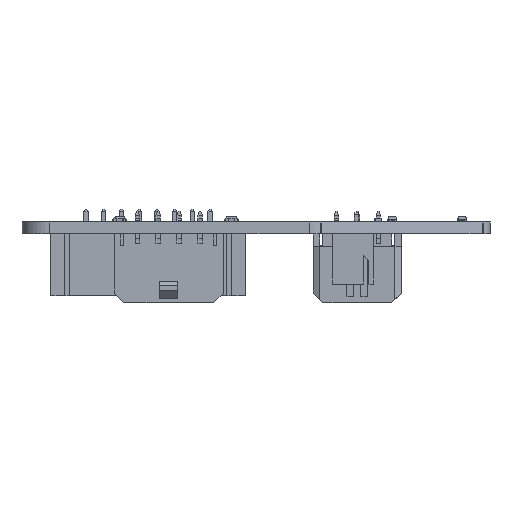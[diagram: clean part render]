
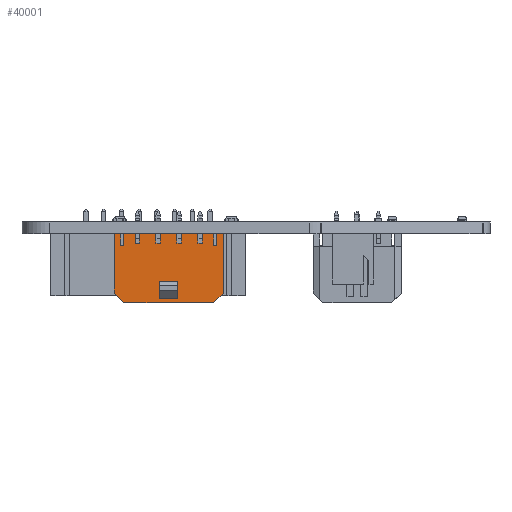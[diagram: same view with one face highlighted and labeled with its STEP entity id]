
A CAD part, left-side view. The second image highlights one B-rep face of the part: STEP entity #40001.
In plain terms, the highlighted face is planar.
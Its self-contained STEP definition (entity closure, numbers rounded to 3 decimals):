
#2338=PLANE('',#42773);
#4325=FACE_OUTER_BOUND('',#6657,.T.);
#6657=EDGE_LOOP('',(#34014,#34015,#34016,#34017,#34018,#34019,#34020,#34021,
#34022,#34023,#34024,#34025,#34026,#34027,#34028,#34029,#34030,#34031,#34032,
#34033,#34034,#34035,#34036,#34037,#34038,#34039,#34040,#34041,#34042,#34043));
#10308=LINE('',#60452,#15214);
#10325=LINE('',#60488,#15231);
#10360=LINE('',#60566,#15266);
#10391=LINE('',#60628,#15297);
#10419=LINE('',#60692,#15325);
#10423=LINE('',#60700,#15329);
#10447=LINE('',#60741,#15353);
#10451=LINE('',#60750,#15357);
#10548=LINE('',#60957,#15454);
#10671=LINE('',#61217,#15577);
#10688=LINE('',#61253,#15594);
#10817=LINE('',#61519,#15723);
#10822=LINE('',#61527,#15728);
#10835=LINE('',#61551,#15741);
#10858=LINE('',#61594,#15764);
#10859=LINE('',#61595,#15765);
#10860=LINE('',#61596,#15766);
#10861=LINE('',#61598,#15767);
#10862=LINE('',#61600,#15768);
#10863=LINE('',#61602,#15769);
#10864=LINE('',#61604,#15770);
#10865=LINE('',#61606,#15771);
#10866=LINE('',#61607,#15772);
#10867=LINE('',#61609,#15773);
#10868=LINE('',#61610,#15774);
#10869=LINE('',#61612,#15775);
#10870=LINE('',#61613,#15776);
#10871=LINE('',#61615,#15777);
#10872=LINE('',#61616,#15778);
#10873=LINE('',#61617,#15779);
#15214=VECTOR('',#49480,1000.);
#15231=VECTOR('',#49501,1000.);
#15266=VECTOR('',#49556,1000.);
#15297=VECTOR('',#49593,1000.);
#15325=VECTOR('',#49639,1000.);
#15329=VECTOR('',#49645,1000.);
#15353=VECTOR('',#49673,1000.);
#15357=VECTOR('',#49679,1000.);
#15454=VECTOR('',#49834,1000.);
#15577=VECTOR('',#50047,1000.);
#15594=VECTOR('',#50078,1000.);
#15723=VECTOR('',#50329,1000.);
#15728=VECTOR('',#50338,1000.);
#15741=VECTOR('',#50365,1000.);
#15764=VECTOR('',#50404,1000.);
#15765=VECTOR('',#50405,1000.);
#15766=VECTOR('',#50406,1000.);
#15767=VECTOR('',#50407,1000.);
#15768=VECTOR('',#50408,1000.);
#15769=VECTOR('',#50409,1000.);
#15770=VECTOR('',#50410,1000.);
#15771=VECTOR('',#50411,1000.);
#15772=VECTOR('',#50412,1000.);
#15773=VECTOR('',#50413,1000.);
#15774=VECTOR('',#50414,1000.);
#15775=VECTOR('',#50415,1000.);
#15776=VECTOR('',#50416,1000.);
#15777=VECTOR('',#50417,1000.);
#15778=VECTOR('',#50418,1000.);
#15779=VECTOR('',#50419,1000.);
#19965=VERTEX_POINT('',#60449);
#19966=VERTEX_POINT('',#60451);
#19981=VERTEX_POINT('',#60484);
#19983=VERTEX_POINT('',#60487);
#20015=VERTEX_POINT('',#60563);
#20016=VERTEX_POINT('',#60565);
#20044=VERTEX_POINT('',#60626);
#20069=VERTEX_POINT('',#60688);
#20071=VERTEX_POINT('',#60691);
#20073=VERTEX_POINT('',#60697);
#20074=VERTEX_POINT('',#60699);
#20092=VERTEX_POINT('',#60747);
#20093=VERTEX_POINT('',#60749);
#20173=VERTEX_POINT('',#60954);
#20174=VERTEX_POINT('',#60956);
#20277=VERTEX_POINT('',#61250);
#20353=VERTEX_POINT('',#61517);
#20354=VERTEX_POINT('',#61518);
#20355=VERTEX_POINT('',#61525);
#20359=VERTEX_POINT('',#61550);
#20370=VERTEX_POINT('',#61592);
#20371=VERTEX_POINT('',#61593);
#20372=VERTEX_POINT('',#61597);
#20373=VERTEX_POINT('',#61599);
#20374=VERTEX_POINT('',#61601);
#20375=VERTEX_POINT('',#61603);
#20376=VERTEX_POINT('',#61605);
#20377=VERTEX_POINT('',#61608);
#20378=VERTEX_POINT('',#61611);
#20379=VERTEX_POINT('',#61614);
#24630=EDGE_CURVE('',#19966,#19965,#10308,.T.);
#24647=EDGE_CURVE('',#19981,#19983,#10325,.T.);
#24684=EDGE_CURVE('',#20015,#20016,#10360,.T.);
#24715=EDGE_CURVE('',#20044,#19981,#10391,.T.);
#24744=EDGE_CURVE('',#20069,#20071,#10419,.T.);
#24748=EDGE_CURVE('',#20074,#20073,#10423,.T.);
#24772=EDGE_CURVE('',#19965,#20074,#10447,.T.);
#24776=EDGE_CURVE('',#20093,#20092,#10451,.T.);
#24876=EDGE_CURVE('',#20174,#20173,#10548,.T.);
#25009=EDGE_CURVE('',#20073,#20016,#10671,.T.);
#25026=EDGE_CURVE('',#20277,#20092,#10688,.T.);
#25165=EDGE_CURVE('',#20353,#20354,#10817,.T.);
#25170=EDGE_CURVE('',#20355,#20353,#10822,.T.);
#25183=EDGE_CURVE('',#20359,#19983,#10835,.T.);
#25207=EDGE_CURVE('',#20370,#20371,#10858,.T.);
#25208=EDGE_CURVE('',#20359,#20370,#10859,.T.);
#25209=EDGE_CURVE('',#19966,#20044,#10860,.T.);
#25210=EDGE_CURVE('',#20372,#20015,#10861,.T.);
#25211=EDGE_CURVE('',#20372,#20373,#10862,.T.);
#25212=EDGE_CURVE('',#20374,#20373,#10863,.T.);
#25213=EDGE_CURVE('',#20375,#20374,#10864,.T.);
#25214=EDGE_CURVE('',#20376,#20375,#10865,.T.);
#25215=EDGE_CURVE('',#20376,#20354,#10866,.T.);
#25216=EDGE_CURVE('',#20377,#20355,#10867,.T.);
#25217=EDGE_CURVE('',#20377,#20071,#10868,.T.);
#25218=EDGE_CURVE('',#20378,#20069,#10869,.T.);
#25219=EDGE_CURVE('',#20093,#20378,#10870,.T.);
#25220=EDGE_CURVE('',#20379,#20277,#10871,.T.);
#25221=EDGE_CURVE('',#20174,#20379,#10872,.T.);
#25222=EDGE_CURVE('',#20371,#20173,#10873,.T.);
#34014=ORIENTED_EDGE('',*,*,#25207,.F.);
#34015=ORIENTED_EDGE('',*,*,#25208,.F.);
#34016=ORIENTED_EDGE('',*,*,#25183,.T.);
#34017=ORIENTED_EDGE('',*,*,#24647,.F.);
#34018=ORIENTED_EDGE('',*,*,#24715,.F.);
#34019=ORIENTED_EDGE('',*,*,#25209,.F.);
#34020=ORIENTED_EDGE('',*,*,#24630,.T.);
#34021=ORIENTED_EDGE('',*,*,#24772,.T.);
#34022=ORIENTED_EDGE('',*,*,#24748,.T.);
#34023=ORIENTED_EDGE('',*,*,#25009,.T.);
#34024=ORIENTED_EDGE('',*,*,#24684,.F.);
#34025=ORIENTED_EDGE('',*,*,#25210,.F.);
#34026=ORIENTED_EDGE('',*,*,#25211,.T.);
#34027=ORIENTED_EDGE('',*,*,#25212,.F.);
#34028=ORIENTED_EDGE('',*,*,#25213,.F.);
#34029=ORIENTED_EDGE('',*,*,#25214,.F.);
#34030=ORIENTED_EDGE('',*,*,#25215,.T.);
#34031=ORIENTED_EDGE('',*,*,#25165,.F.);
#34032=ORIENTED_EDGE('',*,*,#25170,.F.);
#34033=ORIENTED_EDGE('',*,*,#25216,.F.);
#34034=ORIENTED_EDGE('',*,*,#25217,.T.);
#34035=ORIENTED_EDGE('',*,*,#24744,.F.);
#34036=ORIENTED_EDGE('',*,*,#25218,.F.);
#34037=ORIENTED_EDGE('',*,*,#25219,.F.);
#34038=ORIENTED_EDGE('',*,*,#24776,.T.);
#34039=ORIENTED_EDGE('',*,*,#25026,.F.);
#34040=ORIENTED_EDGE('',*,*,#25220,.F.);
#34041=ORIENTED_EDGE('',*,*,#25221,.F.);
#34042=ORIENTED_EDGE('',*,*,#24876,.T.);
#34043=ORIENTED_EDGE('',*,*,#25222,.F.);
#40001=ADVANCED_FACE('',(#4325),#2338,.T.);
#42773=AXIS2_PLACEMENT_3D('',#61591,#50402,#50403);
#49480=DIRECTION('',(0.,0.,1.));
#49501=DIRECTION('',(1.,0.,0.));
#49556=DIRECTION('',(0.,0.,1.));
#49593=DIRECTION('',(0.,0.,1.));
#49639=DIRECTION('',(1.,0.,0.));
#49645=DIRECTION('',(1.,0.,0.));
#49673=DIRECTION('',(0.707,0.,0.707));
#49679=DIRECTION('',(0.,0.,1.));
#49834=DIRECTION('',(0.,0.,1.));
#50047=DIRECTION('',(0.707,0.,-0.707));
#50078=DIRECTION('',(1.,0.,0.));
#50329=DIRECTION('',(1.,0.,0.));
#50338=DIRECTION('',(0.,0.,1.));
#50365=DIRECTION('',(0.,0.,1.));
#50402=DIRECTION('center_axis',(0.,1.,0.));
#50403=DIRECTION('ref_axis',(1.,0.,0.));
#50404=DIRECTION('',(0.,0.,1.));
#50405=DIRECTION('',(1.,0.,0.));
#50406=DIRECTION('',(1.,0.,0.));
#50407=DIRECTION('',(1.,0.,0.));
#50408=DIRECTION('',(0.,0.,1.));
#50409=DIRECTION('',(1.,0.,0.));
#50410=DIRECTION('',(0.,0.,1.));
#50411=DIRECTION('',(1.,0.,0.));
#50412=DIRECTION('',(0.,0.,1.));
#50413=DIRECTION('',(1.,0.,0.));
#50414=DIRECTION('',(0.,0.,1.));
#50415=DIRECTION('',(0.,0.,1.));
#50416=DIRECTION('',(1.,0.,0.));
#50417=DIRECTION('',(0.,0.,1.));
#50418=DIRECTION('',(1.,0.,0.));
#50419=DIRECTION('',(1.,0.,0.));
#60449=CARTESIAN_POINT('',(-7.825,1.93,3.55));
#60451=CARTESIAN_POINT('',(-7.825,1.93,-4.95));
#60452=CARTESIAN_POINT('',(-7.825,1.93,-4.95));
#60484=CARTESIAN_POINT('',(-6.89,1.93,-3.25));
#60487=CARTESIAN_POINT('',(-6.44,1.93,-3.25));
#60488=CARTESIAN_POINT('',(-6.89,1.93,-3.25));
#60563=CARTESIAN_POINT('',(7.825,1.93,-4.95));
#60565=CARTESIAN_POINT('',(7.825,1.93,3.55));
#60566=CARTESIAN_POINT('',(7.825,1.93,-4.95));
#60626=CARTESIAN_POINT('',(-6.89,1.93,-4.95));
#60628=CARTESIAN_POINT('',(-6.89,1.93,-4.95));
#60688=CARTESIAN_POINT('',(1.18,1.93,-3.6));
#60691=CARTESIAN_POINT('',(1.82,1.93,-3.6));
#60692=CARTESIAN_POINT('',(1.18,1.93,-3.6));
#60697=CARTESIAN_POINT('',(6.425,1.93,4.95));
#60699=CARTESIAN_POINT('',(-6.425,1.93,4.95));
#60700=CARTESIAN_POINT('',(-6.425,1.93,4.95));
#60741=CARTESIAN_POINT('',(-7.825,1.93,3.55));
#60747=CARTESIAN_POINT('',(-1.18,1.93,-3.6));
#60749=CARTESIAN_POINT('',(-1.18,1.93,-4.95));
#60750=CARTESIAN_POINT('',(-1.18,1.93,-4.95));
#60954=CARTESIAN_POINT('',(-4.18,1.93,-3.6));
#60956=CARTESIAN_POINT('',(-4.18,1.93,-4.95));
#60957=CARTESIAN_POINT('',(-4.18,1.93,-4.95));
#61217=CARTESIAN_POINT('',(6.425,1.93,4.95));
#61250=CARTESIAN_POINT('',(-1.82,1.93,-3.6));
#61253=CARTESIAN_POINT('',(-1.82,1.93,-3.6));
#61517=CARTESIAN_POINT('',(4.18,1.93,-3.6));
#61518=CARTESIAN_POINT('',(4.82,1.93,-3.6));
#61519=CARTESIAN_POINT('',(4.18,1.93,-3.6));
#61525=CARTESIAN_POINT('',(4.18,1.93,-4.95));
#61527=CARTESIAN_POINT('',(4.18,1.93,-4.95));
#61550=CARTESIAN_POINT('',(-6.44,1.93,-4.95));
#61551=CARTESIAN_POINT('',(-6.44,1.93,-4.95));
#61591=CARTESIAN_POINT('Origin',(-7.825,1.93,-4.95));
#61592=CARTESIAN_POINT('',(-4.82,1.93,-4.95));
#61593=CARTESIAN_POINT('',(-4.82,1.93,-3.6));
#61594=CARTESIAN_POINT('',(-4.82,1.93,-4.95));
#61595=CARTESIAN_POINT('',(-6.44,1.93,-4.95));
#61596=CARTESIAN_POINT('',(-7.825,1.93,-4.95));
#61597=CARTESIAN_POINT('',(6.89,1.93,-4.95));
#61598=CARTESIAN_POINT('',(6.89,1.93,-4.95));
#61599=CARTESIAN_POINT('',(6.89,1.93,-3.25));
#61600=CARTESIAN_POINT('',(6.89,1.93,-4.95));
#61601=CARTESIAN_POINT('',(6.44,1.93,-3.25));
#61602=CARTESIAN_POINT('',(6.44,1.93,-3.25));
#61603=CARTESIAN_POINT('',(6.44,1.93,-4.95));
#61604=CARTESIAN_POINT('',(6.44,1.93,-4.95));
#61605=CARTESIAN_POINT('',(4.82,1.93,-4.95));
#61606=CARTESIAN_POINT('',(4.82,1.93,-4.95));
#61607=CARTESIAN_POINT('',(4.82,1.93,-4.95));
#61608=CARTESIAN_POINT('',(1.82,1.93,-4.95));
#61609=CARTESIAN_POINT('',(1.82,1.93,-4.95));
#61610=CARTESIAN_POINT('',(1.82,1.93,-4.95));
#61611=CARTESIAN_POINT('',(1.18,1.93,-4.95));
#61612=CARTESIAN_POINT('',(1.18,1.93,-4.95));
#61613=CARTESIAN_POINT('',(-1.18,1.93,-4.95));
#61614=CARTESIAN_POINT('',(-1.82,1.93,-4.95));
#61615=CARTESIAN_POINT('',(-1.82,1.93,-4.95));
#61616=CARTESIAN_POINT('',(-4.18,1.93,-4.95));
#61617=CARTESIAN_POINT('',(-4.82,1.93,-3.6));
